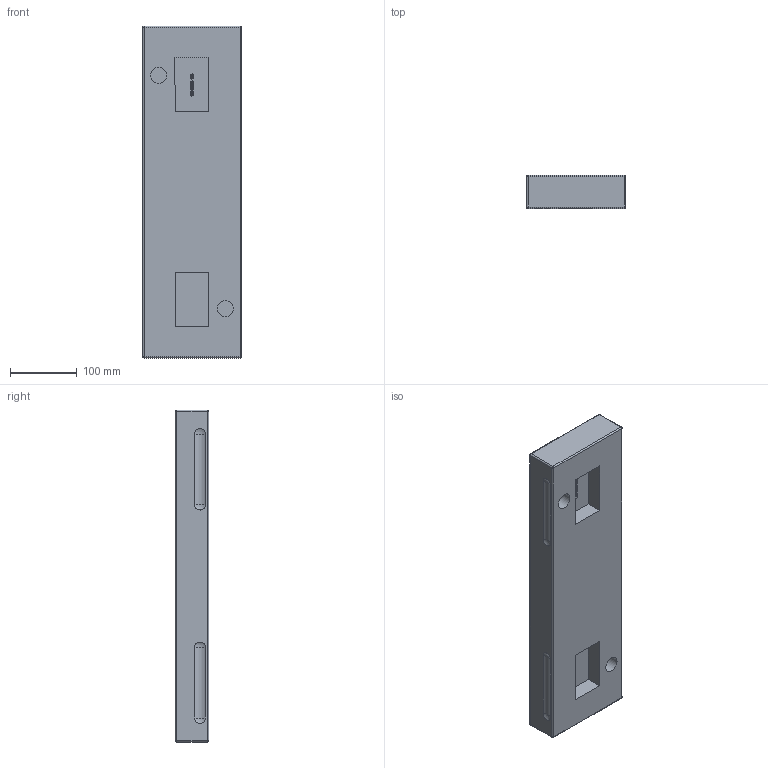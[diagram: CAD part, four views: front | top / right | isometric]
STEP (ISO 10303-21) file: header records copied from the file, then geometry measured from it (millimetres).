
FILE_DESCRIPTION((''),'2;1');
FILE_NAME('5FP1550-15-50.stp','2014-05-01T15:40:32',('Dayne Stauffer'),(''),'Autodesk Inventor 2013','Autodesk Inventor 2013','');
FILE_SCHEMA(('AUTOMOTIVE_DESIGN { 1 0 10303 214 1 1 1 1 }'));
Length unit declared in the file: millimetre
Products named in the file (1): 5FP1550-15-50
Bounding box: 148 x 50 x 498 mm (x, y, z)
Volume: 3450060.3 mm3; surface area: 226383.5 mm2
Topology: 1 solids, 1 shells, 202 faces, 512 edges, 328 vertices
Faces by surface type: bspline 95, plane 73, cylinder 18, sphere 16
Full cylindrical faces by diameter (mm): 24 x2
Entity records: 6705 total; most frequent: CARTESIAN_POINT 2487, ORIENTED_EDGE 1004, DIRECTION 572, EDGE_CURVE 502, VERTEX_POINT 328, VECTOR 268, LINE 268, EDGE_LOOP 228
